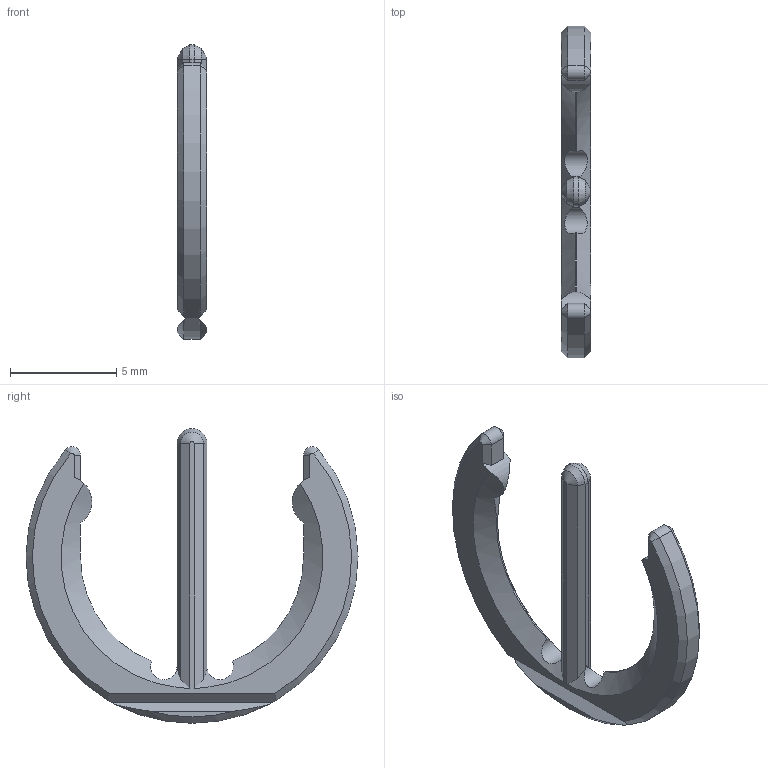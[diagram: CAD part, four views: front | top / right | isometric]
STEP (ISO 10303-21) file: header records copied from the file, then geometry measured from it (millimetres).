
FILE_DESCRIPTION(('FreeCAD Model'),'2;1');
FILE_NAME('Open CASCADE Shape Model','2024-06-22T19:23:58',(''),(''), 'Open CASCADE STEP processor 7.6','FreeCAD','Unknown');
FILE_SCHEMA(('AUTOMOTIVE_DESIGN { 1 0 10303 214 1 1 1 1 }'));
Length unit declared in the file: millimetre
Products named in the file (1): Retaining Ring WSR LCT RDL TRH-H SYM BU01.00x01.25 SPR-RRG-0002 
(stemfie.org)
Bounding box: 1.4 x 15.62 x 13.86 mm (x, y, z)
Volume: 100.1 mm3; surface area: 257.5 mm2
Topology: 1 solids, 1 shells, 542 faces, 1521 edges, 1014 vertices
Faces by surface type: plane 330, extrusion 184, cone 18, cylinder 10
Entity records: 17973 total; most frequent: CARTESIAN_POINT 4640, ORIENTED_EDGE 3042, DIRECTION 2115, EDGE_CURVE 1521, VECTOR 1237, LINE 1053, VERTEX_POINT 1014, FACE_BOUND 575
